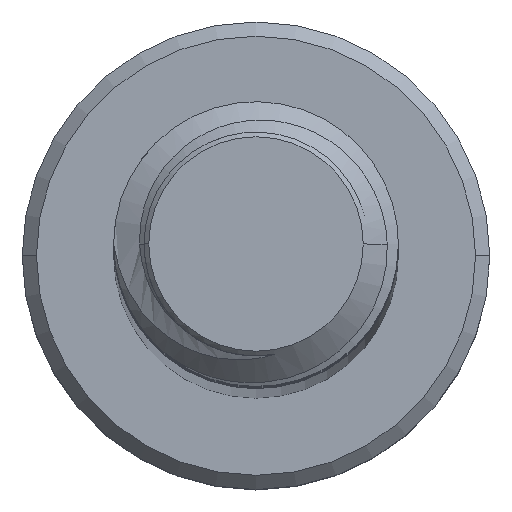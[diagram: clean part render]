
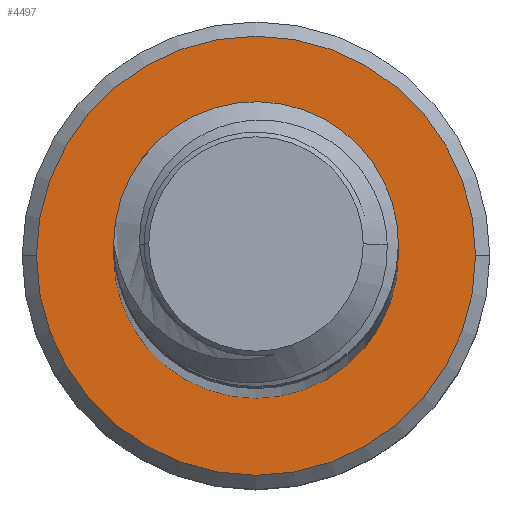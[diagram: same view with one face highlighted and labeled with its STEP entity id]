
A CAD part, top view. The second image highlights one B-rep face of the part: STEP entity #4497.
In plain terms, the highlighted planar face has unit normal (0, 0, 1).
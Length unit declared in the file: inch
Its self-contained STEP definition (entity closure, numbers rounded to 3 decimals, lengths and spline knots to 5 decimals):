
#91 = EDGE_CURVE ( 'NONE', #2995, #3122, #4762, .T. ) ;
#94 = EDGE_CURVE ( 'NONE', #3122, #2995, #4760, .T. ) ;
#367 = EDGE_CURVE ( 'NONE', #3000, #2985, #6824, .T. ) ;
#370 = AXIS2_PLACEMENT_3D ( 'NONE', #830, #824, #823 ) ;
#560 = EDGE_CURVE ( 'NONE', #2985, #3000, #6750, .T. ) ;
#588 = AXIS2_PLACEMENT_3D ( 'NONE', #2887, #2878, #2877 ) ;
#589 = AXIS2_PLACEMENT_3D ( 'NONE', #2908, #2888, #2903 ) ;
#602 = AXIS2_PLACEMENT_3D ( 'NONE', #7226, #7204, #7200 ) ;
#604 = AXIS2_PLACEMENT_3D ( 'NONE', #4574, #4566, #4568 ) ;
#823 = DIRECTION ( 'NONE',  ( -1., 0., 0. ) ) ;
#824 = DIRECTION ( 'NONE',  ( 0., 0., -1. ) ) ;
#830 = CARTESIAN_POINT ( 'NONE',  ( 0., 0., -4.5 ) ) ;
#836 = PLANE ( 'NONE',  #370 ) ;
#2877 = DIRECTION ( 'NONE',  ( -1., 0., 0. ) ) ;
#2878 = DIRECTION ( 'NONE',  ( 0., 0., 1. ) ) ;
#2887 = CARTESIAN_POINT ( 'NONE',  ( 0., 0., -4.5 ) ) ;
#2888 = DIRECTION ( 'NONE',  ( 0., 0., 1. ) ) ;
#2903 = DIRECTION ( 'NONE',  ( -1., 0., 0. ) ) ;
#2908 = CARTESIAN_POINT ( 'NONE',  ( 0., 0., -4.5 ) ) ;
#2985 = VERTEX_POINT ( 'NONE', #3352 ) ;
#2995 = VERTEX_POINT ( 'NONE', #3349 ) ;
#3000 = VERTEX_POINT ( 'NONE', #3304 ) ;
#3122 = VERTEX_POINT ( 'NONE', #3811 ) ;
#3304 = CARTESIAN_POINT ( 'NONE',  ( -0.1465, 0., -4.5 ) ) ;
#3349 = CARTESIAN_POINT ( 'NONE',  ( -0.095, 0., -4.5 ) ) ;
#3352 = CARTESIAN_POINT ( 'NONE',  ( 0.1465, 0., -4.5 ) ) ;
#3811 = CARTESIAN_POINT ( 'NONE',  ( 0.095, 0., -4.5 ) ) ;
#4497 = ADVANCED_FACE ( 'NONE', ( #6584, #6577 ), #836, .F. ) ;
#4566 = DIRECTION ( 'NONE',  ( 0., 0., 1. ) ) ;
#4568 = DIRECTION ( 'NONE',  ( -1., 0., 0. ) ) ;
#4574 = CARTESIAN_POINT ( 'NONE',  ( 0., 0., -4.5 ) ) ;
#4760 = CIRCLE ( 'NONE', #588, 0.095 ) ;
#4762 = CIRCLE ( 'NONE', #589, 0.095 ) ;
#5336 = ORIENTED_EDGE ( 'NONE', *, *, #94, .F. ) ;
#5427 = ORIENTED_EDGE ( 'NONE', *, *, #367, .T. ) ;
#5588 = ORIENTED_EDGE ( 'NONE', *, *, #91, .F. ) ;
#5735 = ORIENTED_EDGE ( 'NONE', *, *, #560, .T. ) ;
#5752 = EDGE_LOOP ( 'NONE', ( #5427, #5735 ) ) ;
#5787 = EDGE_LOOP ( 'NONE', ( #5336, #5588 ) ) ;
#6577 = FACE_BOUND ( 'NONE', #5787, .T. ) ;
#6584 = FACE_OUTER_BOUND ( 'NONE', #5752, .T. ) ;
#6750 = CIRCLE ( 'NONE', #604, 0.1465 ) ;
#6824 = CIRCLE ( 'NONE', #602, 0.1465 ) ;
#7200 = DIRECTION ( 'NONE',  ( -1., 0., 0. ) ) ;
#7204 = DIRECTION ( 'NONE',  ( 0., 0., 1. ) ) ;
#7226 = CARTESIAN_POINT ( 'NONE',  ( 0., 0., -4.5 ) ) ;
